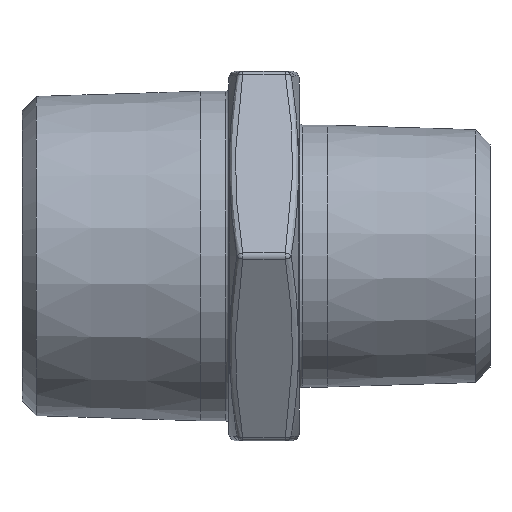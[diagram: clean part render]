
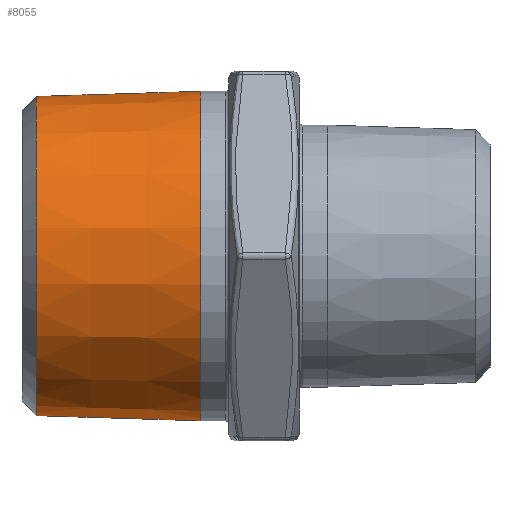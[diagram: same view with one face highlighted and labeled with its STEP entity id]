
A CAD part, front view. The second image highlights one B-rep face of the part: STEP entity #8055.
In plain terms, the highlighted conical face has half-angle 1.79 degrees and reference radius 13.22 mm.
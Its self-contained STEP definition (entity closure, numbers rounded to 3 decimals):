
#91 = DIRECTION ( 'NONE',  ( 1., 0., 0. ) ) ;
#870 = AXIS2_PLACEMENT_3D ( 'NONE', #5055, #5931, #1541 ) ;
#935 = EDGE_CURVE ( 'NONE', #11594, #11594, #1648, .T. ) ;
#1248 = FACE_OUTER_BOUND ( 'NONE', #13614, .T. ) ;
#1541 = DIRECTION ( 'NONE',  ( 0., 0., 1. ) ) ;
#1648 = CIRCLE ( 'NONE', #6083, 12.96 ) ;
#2136 = AXIS2_PLACEMENT_3D ( 'NONE', #7812, #91, #5709 ) ;
#2242 = ORIENTED_EDGE ( 'NONE', *, *, #935, .T. ) ;
#2386 = CONICAL_SURFACE ( 'NONE', #2136, 13.22, 0.031 ) ;
#2735 = CIRCLE ( 'NONE', #870, 13.377 ) ;
#4603 = FACE_BOUND ( 'NONE', #9451, .T. ) ;
#5055 = CARTESIAN_POINT ( 'NONE',  ( 14.5, 0., 0. ) ) ;
#5689 = DIRECTION ( 'NONE',  ( 1., 0., 0. ) ) ;
#5709 = DIRECTION ( 'NONE',  ( 0., 0., -1. ) ) ;
#5896 = DIRECTION ( 'NONE',  ( 0., 0., 1. ) ) ;
#5931 = DIRECTION ( 'NONE',  ( -1., 0., 0. ) ) ;
#6083 = AXIS2_PLACEMENT_3D ( 'NONE', #13563, #5689, #5896 ) ;
#6572 = CARTESIAN_POINT ( 'NONE',  ( 14.5, 0., 13.377 ) ) ;
#7812 = CARTESIAN_POINT ( 'NONE',  ( 9.5, 0., 0. ) ) ;
#8055 = ADVANCED_FACE ( 'NONE', ( #4603, #1248 ), #2386, .T. ) ;
#9451 = EDGE_LOOP ( 'NONE', ( #2242 ) ) ;
#9455 = CARTESIAN_POINT ( 'NONE',  ( 1.161, 0., 12.96 ) ) ;
#11237 = EDGE_CURVE ( 'NONE', #11935, #11935, #2735, .T. ) ;
#11594 = VERTEX_POINT ( 'NONE', #9455 ) ;
#11935 = VERTEX_POINT ( 'NONE', #6572 ) ;
#13563 = CARTESIAN_POINT ( 'NONE',  ( 1.161, 0., 0. ) ) ;
#13614 = EDGE_LOOP ( 'NONE', ( #14193 ) ) ;
#14193 = ORIENTED_EDGE ( 'NONE', *, *, #11237, .T. ) ;
